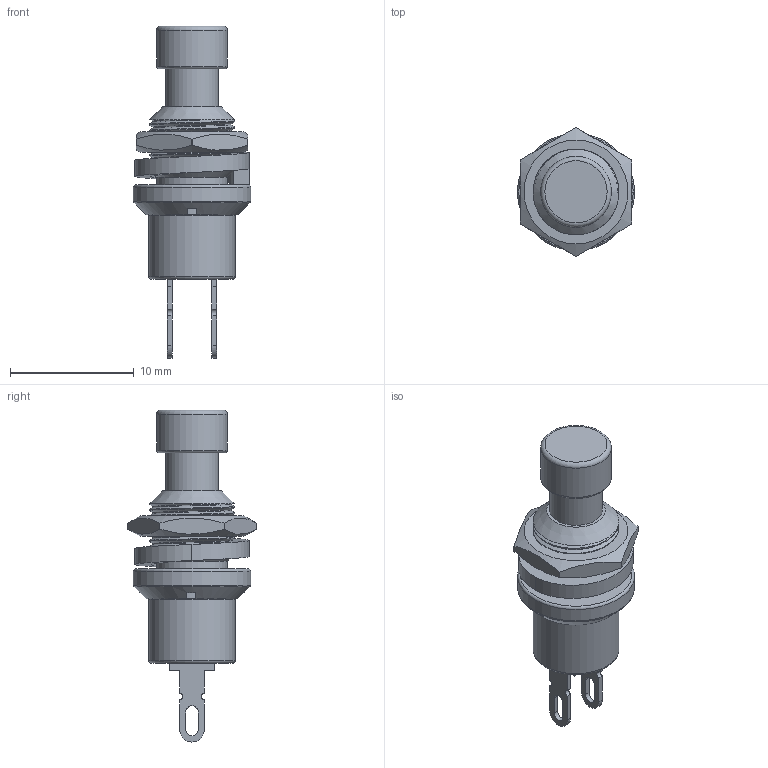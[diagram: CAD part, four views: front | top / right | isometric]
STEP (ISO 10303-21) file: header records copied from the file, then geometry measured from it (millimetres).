
FILE_DESCRIPTION(/* description */ ('','CAx-IF Rec.Pracs.---Representation and Presentation of Product Manufacturing Information (PMI)---4.0---2014-10-13'),/* implementation_level */ '2;1');
FILE_NAME(/* name */ 'PS10C2RD.step',/* time_stamp */ '2025-01-23T11:47:08+02:00',/* author */ (''),/* organization */ (''),/* preprocessor_version */ 'ST-DEVELOPER v20',/* originating_system */ 'Autodesk Translation Framework v13.20.0.188',/* authorisation */ '');
FILE_SCHEMA (('AP242_MANAGED_MODEL_BASED_3D_ENGINEERING_MIM_LF { 1 0 10303 442 1 1 4 }'));
Length unit declared in the file: millimetre
Products named in the file (8): PS10C2RD; Plastic_korp; Metal_korp; Knopka_met; Knopka_plast; Connectors; Grover; Gayko
Assembly tree (7 placements, depth 3):
  PS10C2RD
    Plastic_korp
    Metal_korp
    Knopka_met
      Knopka_plast
    Connectors
    Grover
    Gayko
Bounding box: 9.47 x 10.39 x 26.85 mm (x, y, z)
Volume: 794.3 mm3; surface area: 1215 mm2
Topology: 8 solids, 8 shells, 135 faces, 337 edges, 219 vertices
Faces by surface type: plane 61, cylinder 58, bspline 6, torus 5, cone 5
Full cylindrical faces by diameter (mm): 4.25 x3, 5.529 x1, 5.67 x1, 5.73 x1, 6.092 x1, 6.351 x2, 6.927 x4, 6.97 x1, 9.47 x1
Entity records: 6332 total; most frequent: CARTESIAN_POINT 2981, ORIENTED_EDGE 674, DIRECTION 625, EDGE_CURVE 337, AXIS2_PLACEMENT_3D 234, VERTEX_POINT 219, LINE 157, VECTOR 157
